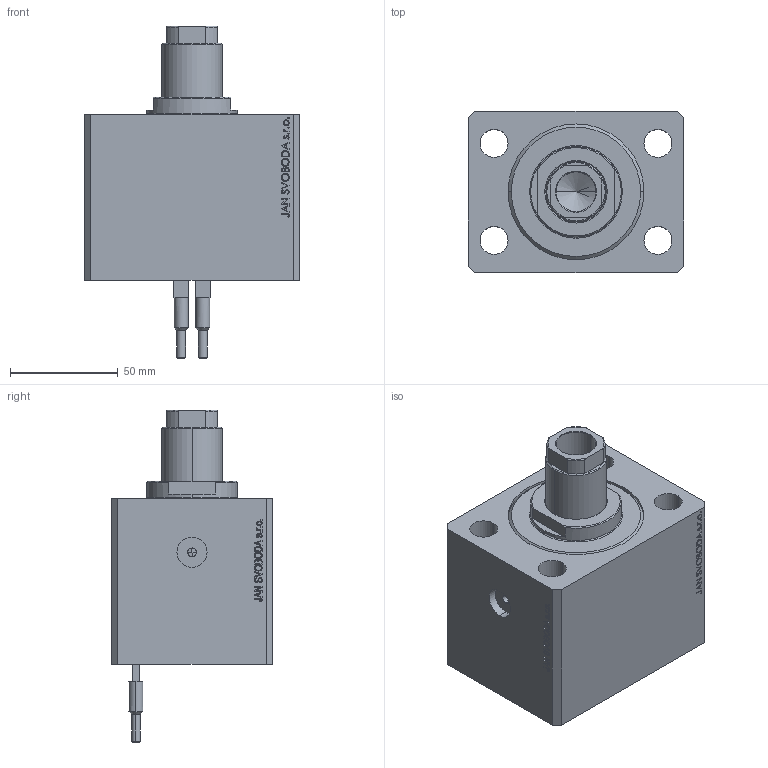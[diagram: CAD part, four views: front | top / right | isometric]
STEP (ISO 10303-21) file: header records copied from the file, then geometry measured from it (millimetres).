
FILE_DESCRIPTION (( 'STEP AP203' ), '1' );
FILE_NAME ('c89d.STEP', '2024-12-14T16:53:47', ( '' ), ( '' ), 'SwSTEP 2.0', 'SolidWorks 2019', '' );
FILE_SCHEMA (( 'CONFIG_CONTROL_DESIGN' ));
Length unit declared in the file: millimetre
Products named in the file (5): c89d; SWITCH_V250CE 583bc1225ed5bb133ef44b5f267d8642; V250CE_C_Body 583bc1225ed5bb133ef44b5f267d8642; V250CE_VC_C 583bc1225ed5bb133ef44b5f267d8642; V250CE_C_VCP 583bc1225ed5bb133ef44b5f267d8642
Assembly tree (5 placements, depth 2):
  c89d
    V250CE_C_Body 583bc1225ed5bb133ef44b5f267d8642
    V250CE_C_VCP 583bc1225ed5bb133ef44b5f267d8642
    V250CE_VC_C 583bc1225ed5bb133ef44b5f267d8642
    SWITCH_V250CE 583bc1225ed5bb133ef44b5f267d8642  x2
Bounding box: 100 x 75 x 154 mm (x, y, z)
Volume: 563409.9 mm3; surface area: 94573.8 mm2
Topology: 5 solids, 5 shells, 905 faces, 2324 edges, 1529 vertices
Faces by surface type: plane 457, bspline 374, cylinder 48, cone 16, torus 10
Entity records: 44953 total; most frequent: CARTESIAN_POINT 25428, ORIENTED_EDGE 4536, DIRECTION 2650, EDGE_CURVE 2268, VERTEX_POINT 1499, LINE 1384, VECTOR 1384, EDGE_LOOP 993
